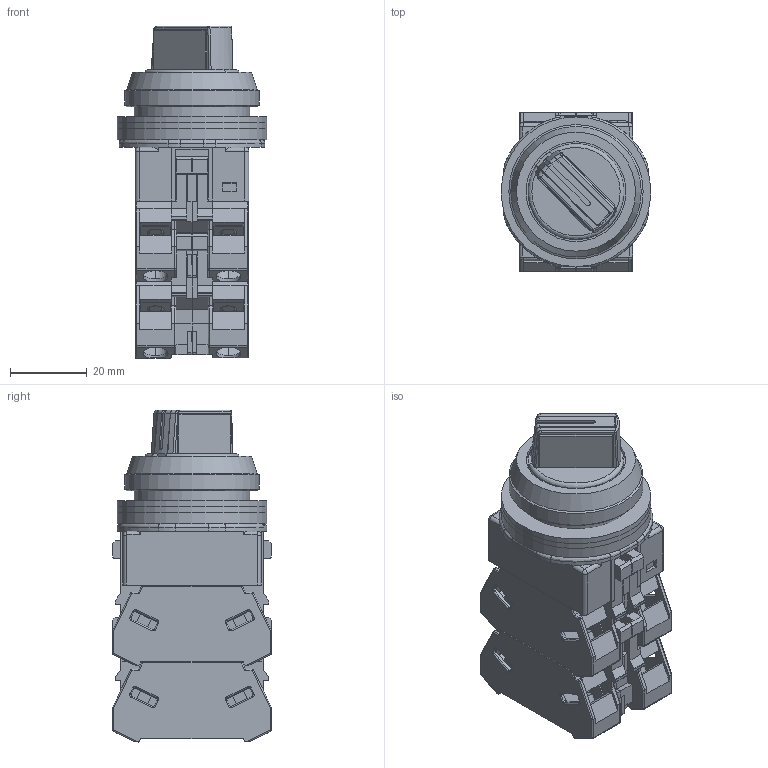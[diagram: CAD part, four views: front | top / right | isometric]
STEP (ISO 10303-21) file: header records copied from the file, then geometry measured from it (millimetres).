
FILE_DESCRIPTION (( 'STEP AP214' ), '1' );
FILE_NAME ('ASN[2][3]($)xxN.STEP', '2021-01-14T07:23:21', ( '' ), ( '' ), 'SwSTEP 2.0', 'SolidWorks 2019', '' );
FILE_SCHEMA (( 'AUTOMOTIVE_DESIGN' ));
Length unit declared in the file: millimetre
Products named in the file (7): OW-12; HW-Uxx(R); TWT-BLS-BODY-N; OW-11; ASN[2][3]($)xxN; ASNHT; OG-11
Assembly tree (10 placements, depth 2):
  ASN[2][3]($)xxN
    TWT-BLS-BODY-N
    ASNHT
    OW-12
    OW-11  x2
    OG-11
    HW-Uxx(R)  x4
Bounding box: 39 x 41.4 x 86.5 mm (x, y, z)
Volume: 75858 mm3; surface area: 34136.7 mm2
Topology: 10 solids, 10 shells, 1253 faces, 3385 edges, 2160 vertices
Faces by surface type: plane 768, cylinder 314, bspline 160, cone 11
Full cylindrical faces by diameter (mm): 3.5 x8, 12 x1, 24.6 x1, 25 x1, 26 x1, 29.5 x3, 30 x2, 31 x1, 35 x1, 39 x3
Entity records: 16848 total; most frequent: CARTESIAN_POINT 5058, ORIENTED_EDGE 2502, DIRECTION 2208, EDGE_CURVE 1251, VECTOR 852, LINE 852, VERTEX_POINT 814, AXIS2_PLACEMENT_3D 678
